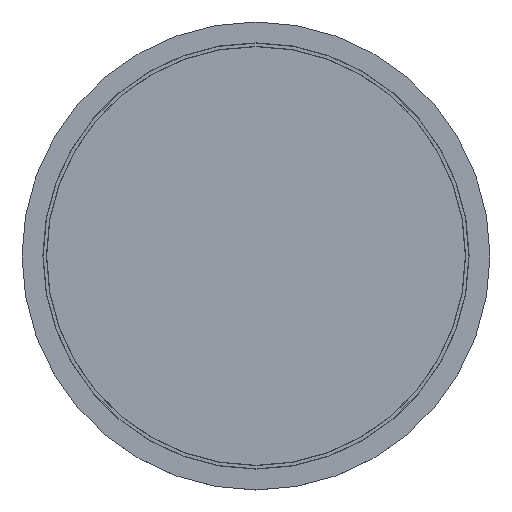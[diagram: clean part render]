
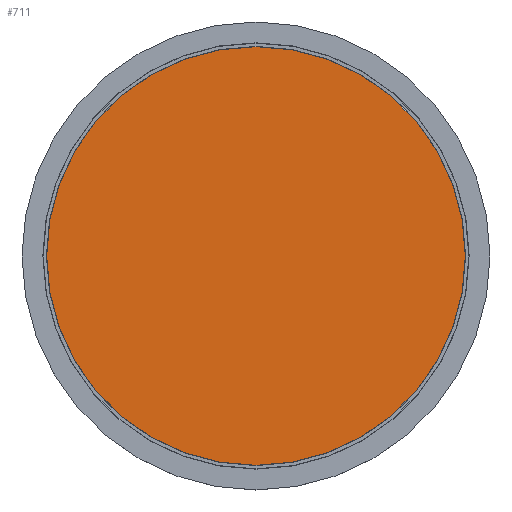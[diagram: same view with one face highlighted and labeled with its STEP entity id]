
A CAD part, top view. The second image highlights one B-rep face of the part: STEP entity #711.
In plain terms, the highlighted planar face has unit normal (0, 0, 1).
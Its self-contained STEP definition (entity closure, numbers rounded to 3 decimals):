
#6 = FACE_OUTER_BOUND ( 'NONE', #630, .T. ) ;
#18 = CARTESIAN_POINT ( 'NONE',  ( 246., 0., 0. ) ) ;
#21 = DIRECTION ( 'NONE',  ( 0., 0., 1. ) ) ;
#38 = CIRCLE ( 'NONE', #464, 246. ) ;
#133 = DIRECTION ( 'NONE',  ( 0., 0., 1. ) ) ;
#147 = CIRCLE ( 'NONE', #682, 246. ) ;
#187 = EDGE_CURVE ( 'NONE', #708, #188, #38, .T. ) ;
#188 = VERTEX_POINT ( 'NONE', #18 ) ;
#194 = AXIS2_PLACEMENT_3D ( 'NONE', #216, #602, #265 ) ;
#216 = CARTESIAN_POINT ( 'NONE',  ( 0., 0., 0. ) ) ;
#229 = EDGE_CURVE ( 'NONE', #188, #708, #147, .T. ) ;
#265 = DIRECTION ( 'NONE',  ( -1., 0., 0. ) ) ;
#358 = CARTESIAN_POINT ( 'NONE',  ( 0., 0., 0. ) ) ;
#373 = PLANE ( 'NONE',  #194 ) ;
#411 = DIRECTION ( 'NONE',  ( 1., 0., 0. ) ) ;
#439 = ORIENTED_EDGE ( 'NONE', *, *, #229, .T. ) ;
#464 = AXIS2_PLACEMENT_3D ( 'NONE', #358, #21, #411 ) ;
#482 = CARTESIAN_POINT ( 'NONE',  ( 0., 0., 0. ) ) ;
#498 = CARTESIAN_POINT ( 'NONE',  ( -246., 0., 0. ) ) ;
#539 = DIRECTION ( 'NONE',  ( 1., 0., 0. ) ) ;
#593 = ORIENTED_EDGE ( 'NONE', *, *, #187, .T. ) ;
#602 = DIRECTION ( 'NONE',  ( 0., 0., -1. ) ) ;
#630 = EDGE_LOOP ( 'NONE', ( #439, #593 ) ) ;
#682 = AXIS2_PLACEMENT_3D ( 'NONE', #482, #133, #539 ) ;
#708 = VERTEX_POINT ( 'NONE', #498 ) ;
#711 = ADVANCED_FACE ( 'NONE', ( #6 ), #373, .F. ) ;
